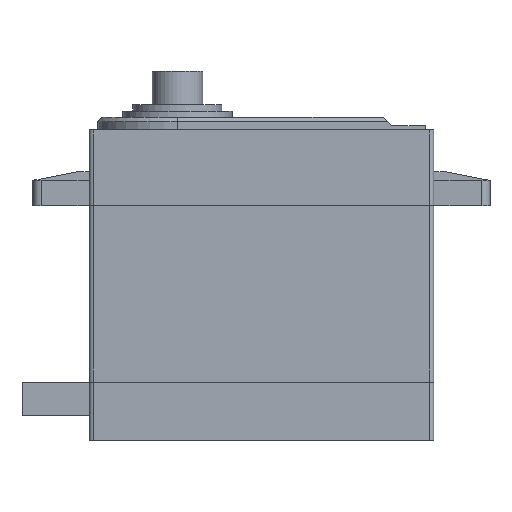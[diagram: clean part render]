
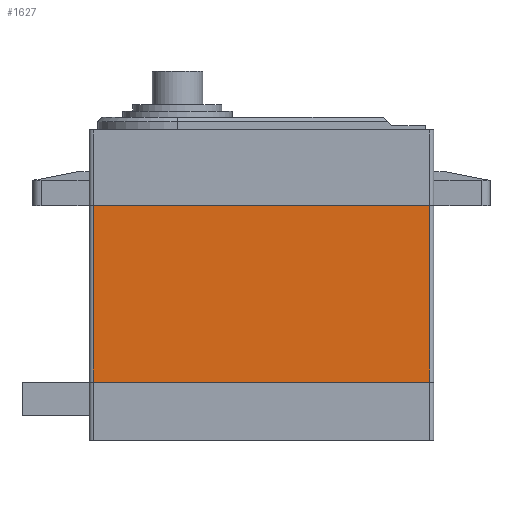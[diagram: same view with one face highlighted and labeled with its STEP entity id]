
A CAD part, front view. The second image highlights one B-rep face of the part: STEP entity #1627.
In plain terms, the highlighted planar face has unit normal (0, -1, 0).
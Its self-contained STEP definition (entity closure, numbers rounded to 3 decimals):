
#197=FACE_OUTER_BOUND('',#292,.T.);
#292=EDGE_LOOP('',(#1467,#1468,#1469,#1470));
#457=LINE('',#2684,#633);
#466=LINE('',#2711,#642);
#468=LINE('',#2715,#644);
#469=LINE('',#2717,#645);
#633=VECTOR('',#2209,10.);
#642=VECTOR('',#2238,10.);
#644=VECTOR('',#2244,10.);
#645=VECTOR('',#2247,10.);
#784=VERTEX_POINT('',#2681);
#785=VERTEX_POINT('',#2683);
#791=VERTEX_POINT('',#2705);
#793=VERTEX_POINT('',#2709);
#1003=EDGE_CURVE('',#785,#784,#457,.T.);
#1017=EDGE_CURVE('',#791,#793,#466,.T.);
#1019=EDGE_CURVE('',#791,#784,#468,.T.);
#1020=EDGE_CURVE('',#785,#793,#469,.T.);
#1467=ORIENTED_EDGE('',*,*,#1003,.T.);
#1468=ORIENTED_EDGE('',*,*,#1019,.F.);
#1469=ORIENTED_EDGE('',*,*,#1017,.T.);
#1470=ORIENTED_EDGE('',*,*,#1020,.F.);
#1538=PLANE('',#1785);
#1627=ADVANCED_FACE('',(#197),#1538,.T.);
#1785=AXIS2_PLACEMENT_3D('',#2716,#2245,#2246);
#2209=DIRECTION('',(1.,0.,0.));
#2238=DIRECTION('',(-1.,0.,0.));
#2244=DIRECTION('',(0.,0.,-1.));
#2245=DIRECTION('center_axis',(0.,-1.,0.));
#2246=DIRECTION('ref_axis',(1.,0.,0.));
#2247=DIRECTION('',(0.,0.,1.));
#2681=CARTESIAN_POINT('',(40.5,0.,7.));
#2683=CARTESIAN_POINT('',(0.5,0.,7.));
#2684=CARTESIAN_POINT('',(8.25,0.,7.));
#2705=CARTESIAN_POINT('',(40.5,0.,28.));
#2709=CARTESIAN_POINT('',(0.5,0.,28.));
#2711=CARTESIAN_POINT('',(9.925,0.,28.));
#2715=CARTESIAN_POINT('',(40.5,0.,0.));
#2716=CARTESIAN_POINT('Origin',(0.,0.,0.));
#2717=CARTESIAN_POINT('',(0.5,0.,0.));
